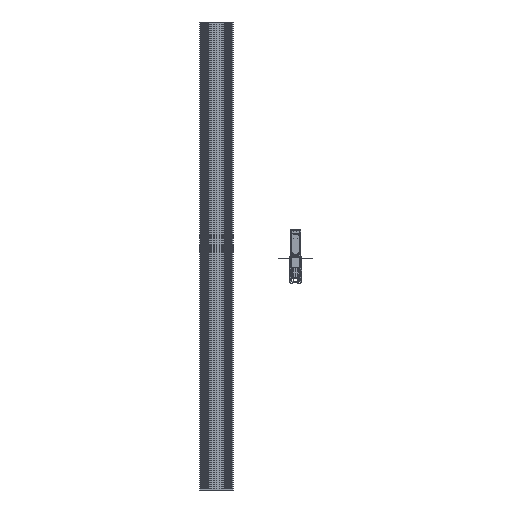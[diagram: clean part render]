
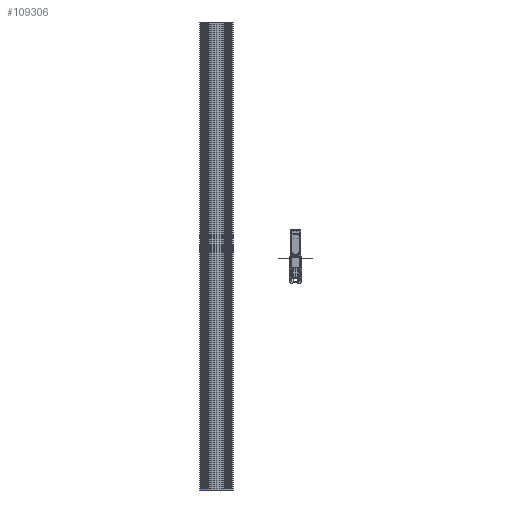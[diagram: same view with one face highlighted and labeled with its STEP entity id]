
A CAD part, front view. The second image highlights one B-rep face of the part: STEP entity #109306.
In plain terms, the highlighted planar face has unit normal (0, -1, 0).
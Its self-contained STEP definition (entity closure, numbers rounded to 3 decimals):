
#1454 = VECTOR ( 'NONE', #63341, 1000. ) ;
#1513 = FACE_OUTER_BOUND ( 'NONE', #24326, .T. ) ;
#1930 = EDGE_CURVE ( 'NONE', #105950, #56044, #62899, .T. ) ;
#4263 = DIRECTION ( 'NONE',  ( -1., 0., 0. ) ) ;
#8458 = CARTESIAN_POINT ( 'NONE',  ( -35.7, 6.115, 0. ) ) ;
#11694 = CARTESIAN_POINT ( 'NONE',  ( -16.4, 6.115, 1000. ) ) ;
#20195 = CARTESIAN_POINT ( 'NONE',  ( -16.4, 6.115, 0. ) ) ;
#21734 = EDGE_CURVE ( 'NONE', #57272, #56044, #27948, .T. ) ;
#24326 = EDGE_LOOP ( 'NONE', ( #85630, #50474, #88940, #93877 ) ) ;
#26402 = LINE ( 'NONE', #91377, #1454 ) ;
#27948 = LINE ( 'NONE', #98930, #100206 ) ;
#32161 = CARTESIAN_POINT ( 'NONE',  ( -16.4, 6.115, 1000. ) ) ;
#33026 = DIRECTION ( 'NONE',  ( 1., 0., 0. ) ) ;
#41247 = PLANE ( 'NONE',  #50855 ) ;
#42365 = EDGE_CURVE ( 'NONE', #121326, #105950, #26402, .T. ) ;
#50474 = ORIENTED_EDGE ( 'NONE', *, *, #60309, .T. ) ;
#50855 = AXIS2_PLACEMENT_3D ( 'NONE', #32161, #60583, #4263 ) ;
#56044 = VERTEX_POINT ( 'NONE', #20195 ) ;
#57272 = VERTEX_POINT ( 'NONE', #8458 ) ;
#60309 = EDGE_CURVE ( 'NONE', #121326, #57272, #109371, .T. ) ;
#60583 = DIRECTION ( 'NONE',  ( 0., 1., 0. ) ) ;
#60775 = DIRECTION ( 'NONE',  ( 0., 0., -1. ) ) ;
#62899 = LINE ( 'NONE', #76627, #90914 ) ;
#63341 = DIRECTION ( 'NONE',  ( 1., 0., 0. ) ) ;
#67189 = DIRECTION ( 'NONE',  ( 0., 0., -1. ) ) ;
#76627 = CARTESIAN_POINT ( 'NONE',  ( -16.4, 6.115, 1000. ) ) ;
#85630 = ORIENTED_EDGE ( 'NONE', *, *, #42365, .F. ) ;
#87305 = VECTOR ( 'NONE', #60775, 1000. ) ;
#88940 = ORIENTED_EDGE ( 'NONE', *, *, #21734, .T. ) ;
#90914 = VECTOR ( 'NONE', #67189, 1000. ) ;
#91377 = CARTESIAN_POINT ( 'NONE',  ( -16.4, 6.115, 1000. ) ) ;
#93877 = ORIENTED_EDGE ( 'NONE', *, *, #1930, .F. ) ;
#98930 = CARTESIAN_POINT ( 'NONE',  ( -16.4, 6.115, 0. ) ) ;
#100206 = VECTOR ( 'NONE', #33026, 1000. ) ;
#101827 = CARTESIAN_POINT ( 'NONE',  ( -35.7, 6.115, 1000. ) ) ;
#105950 = VERTEX_POINT ( 'NONE', #11694 ) ;
#109306 = ADVANCED_FACE ( 'NONE', ( #1513 ), #41247, .F. ) ;
#109371 = LINE ( 'NONE', #117107, #87305 ) ;
#117107 = CARTESIAN_POINT ( 'NONE',  ( -35.7, 6.115, 1000. ) ) ;
#121326 = VERTEX_POINT ( 'NONE', #101827 ) ;
